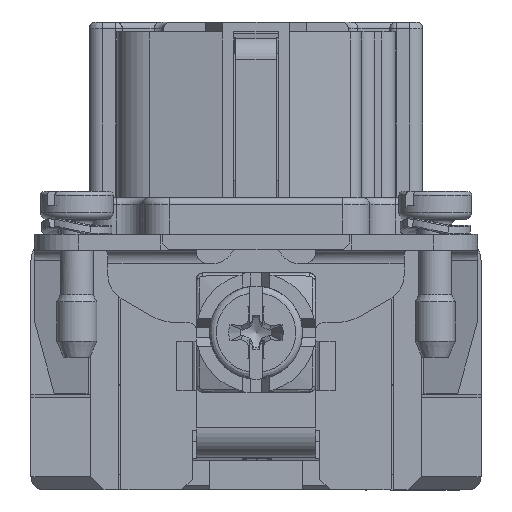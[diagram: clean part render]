
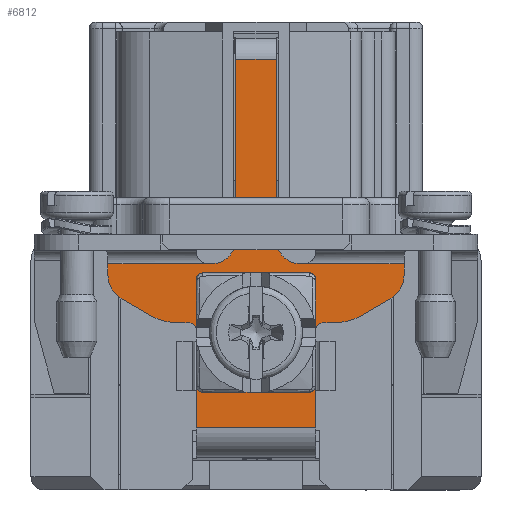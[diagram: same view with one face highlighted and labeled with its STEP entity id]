
A CAD part, left-side view. The second image highlights one B-rep face of the part: STEP entity #6812.
In plain terms, the highlighted planar face has unit normal (-1, 0, 0).
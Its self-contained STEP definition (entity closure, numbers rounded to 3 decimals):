
#4581=FACE_BOUND('',#11577,.T.);
#4582=FACE_BOUND('',#11578,.T.);
#6812=ADVANCED_FACE('',(#4581,#4582),#8024,.T.);
#8024=PLANE('',#48380);
#11577=EDGE_LOOP('',(#20580));
#11578=EDGE_LOOP('',(#20581,#20582,#20583,#20584,#20585,#20586,#20587,#20588,
#20589,#20590,#20591,#20592,#20593,#20594,#20595,#20596,#20597,#20598,#20599,
#20600,#20601,#20602,#20603,#20604,#20605,#20606,#20607,#20608));
#20580=ORIENTED_EDGE('',*,*,#29150,.T.);
#20581=ORIENTED_EDGE('',*,*,#29151,.T.);
#20582=ORIENTED_EDGE('',*,*,#29152,.T.);
#20583=ORIENTED_EDGE('',*,*,#29153,.T.);
#20584=ORIENTED_EDGE('',*,*,#29154,.F.);
#20585=ORIENTED_EDGE('',*,*,#29155,.F.);
#20586=ORIENTED_EDGE('',*,*,#29156,.T.);
#20587=ORIENTED_EDGE('',*,*,#29157,.F.);
#20588=ORIENTED_EDGE('',*,*,#29158,.F.);
#20589=ORIENTED_EDGE('',*,*,#29159,.T.);
#20590=ORIENTED_EDGE('',*,*,#29160,.T.);
#20591=ORIENTED_EDGE('',*,*,#29161,.F.);
#20592=ORIENTED_EDGE('',*,*,#29162,.F.);
#20593=ORIENTED_EDGE('',*,*,#29137,.T.);
#20594=ORIENTED_EDGE('',*,*,#29163,.T.);
#20595=ORIENTED_EDGE('',*,*,#29164,.T.);
#20596=ORIENTED_EDGE('',*,*,#29165,.T.);
#20597=ORIENTED_EDGE('',*,*,#29166,.T.);
#20598=ORIENTED_EDGE('',*,*,#29167,.T.);
#20599=ORIENTED_EDGE('',*,*,#29168,.T.);
#20600=ORIENTED_EDGE('',*,*,#29169,.T.);
#20601=ORIENTED_EDGE('',*,*,#29170,.T.);
#20602=ORIENTED_EDGE('',*,*,#29171,.T.);
#20603=ORIENTED_EDGE('',*,*,#29172,.T.);
#20604=ORIENTED_EDGE('',*,*,#29173,.F.);
#20605=ORIENTED_EDGE('',*,*,#29174,.T.);
#20606=ORIENTED_EDGE('',*,*,#29175,.T.);
#20607=ORIENTED_EDGE('',*,*,#29176,.T.);
#20608=ORIENTED_EDGE('',*,*,#29177,.T.);
#24445=VERTEX_POINT('',#75647);
#24448=VERTEX_POINT('',#75653);
#24459=VERTEX_POINT('',#75738);
#24460=VERTEX_POINT('',#75740);
#24461=VERTEX_POINT('',#75741);
#24462=VERTEX_POINT('',#75743);
#24463=VERTEX_POINT('',#75745);
#24464=VERTEX_POINT('',#75747);
#24465=VERTEX_POINT('',#75749);
#24466=VERTEX_POINT('',#75751);
#24467=VERTEX_POINT('',#75753);
#24468=VERTEX_POINT('',#75755);
#24469=VERTEX_POINT('',#75757);
#24470=VERTEX_POINT('',#75759);
#24471=VERTEX_POINT('',#75761);
#24472=VERTEX_POINT('',#75764);
#24473=VERTEX_POINT('',#75766);
#24474=VERTEX_POINT('',#75768);
#24475=VERTEX_POINT('',#75770);
#24476=VERTEX_POINT('',#75772);
#24477=VERTEX_POINT('',#75774);
#24478=VERTEX_POINT('',#75776);
#24479=VERTEX_POINT('',#75778);
#24480=VERTEX_POINT('',#75780);
#24481=VERTEX_POINT('',#75782);
#24482=VERTEX_POINT('',#75784);
#24483=VERTEX_POINT('',#75786);
#24484=VERTEX_POINT('',#75788);
#24485=VERTEX_POINT('',#75790);
#29137=EDGE_CURVE('',#24445,#24448,#38625,.T.);
#29150=EDGE_CURVE('',#24459,#24459,#31992,.T.);
#29151=EDGE_CURVE('',#24460,#24461,#38631,.T.);
#29152=EDGE_CURVE('',#24461,#24462,#31993,.T.);
#29153=EDGE_CURVE('',#24462,#24463,#38632,.T.);
#29154=EDGE_CURVE('',#24464,#24463,#38633,.T.);
#29155=EDGE_CURVE('',#24465,#24464,#38634,.T.);
#29156=EDGE_CURVE('',#24465,#24466,#31994,.T.);
#29157=EDGE_CURVE('',#24467,#24466,#38635,.T.);
#29158=EDGE_CURVE('',#24468,#24467,#38636,.T.);
#29159=EDGE_CURVE('',#24468,#24469,#38637,.T.);
#29160=EDGE_CURVE('',#24469,#24470,#31995,.T.);
#29161=EDGE_CURVE('',#24471,#24470,#38638,.T.);
#29162=EDGE_CURVE('',#24445,#24471,#38639,.T.);
#29163=EDGE_CURVE('',#24448,#24472,#31996,.T.);
#29164=EDGE_CURVE('',#24472,#24473,#38640,.T.);
#29165=EDGE_CURVE('',#24473,#24474,#31997,.T.);
#29166=EDGE_CURVE('',#24474,#24475,#38641,.T.);
#29167=EDGE_CURVE('',#24475,#24476,#31998,.T.);
#29168=EDGE_CURVE('',#24476,#24477,#38642,.T.);
#29169=EDGE_CURVE('',#24477,#24478,#38643,.T.);
#29170=EDGE_CURVE('',#24478,#24479,#38644,.T.);
#29171=EDGE_CURVE('',#24479,#24480,#38645,.T.);
#29172=EDGE_CURVE('',#24480,#24481,#38646,.T.);
#29173=EDGE_CURVE('',#24482,#24481,#38647,.T.);
#29174=EDGE_CURVE('',#24482,#24483,#38648,.T.);
#29175=EDGE_CURVE('',#24483,#24484,#31999,.T.);
#29176=EDGE_CURVE('',#24484,#24485,#38649,.T.);
#29177=EDGE_CURVE('',#24485,#24460,#32000,.T.);
#31992=CIRCLE('',#48371,2.021);
#31993=CIRCLE('',#48372,2.);
#31994=CIRCLE('',#48373,1.8);
#31995=CIRCLE('',#48374,1.8);
#31996=CIRCLE('',#48375,2.);
#31997=CIRCLE('',#48376,4.);
#31998=CIRCLE('',#48377,0.6);
#31999=CIRCLE('',#48378,0.6);
#32000=CIRCLE('',#48379,4.);
#38625=LINE('',#75654,#42281);
#38631=LINE('',#75739,#42287);
#38632=LINE('',#75744,#42288);
#38633=LINE('',#75746,#42289);
#38634=LINE('',#75748,#42290);
#38635=LINE('',#75752,#42291);
#38636=LINE('',#75754,#42292);
#38637=LINE('',#75756,#42293);
#38638=LINE('',#75760,#42294);
#38639=LINE('',#75762,#42295);
#38640=LINE('',#75765,#42296);
#38641=LINE('',#75769,#42297);
#38642=LINE('',#75773,#42298);
#38643=LINE('',#75775,#42299);
#38644=LINE('',#75777,#42300);
#38645=LINE('',#75779,#42301);
#38646=LINE('',#75781,#42302);
#38647=LINE('',#75783,#42303);
#38648=LINE('',#75785,#42304);
#38649=LINE('',#75789,#42305);
#42281=VECTOR('',#57148,1.);
#42287=VECTOR('',#57168,1.);
#42288=VECTOR('',#57171,1.);
#42289=VECTOR('',#57172,1.);
#42290=VECTOR('',#57173,1.);
#42291=VECTOR('',#57176,1.);
#42292=VECTOR('',#57177,1.);
#42293=VECTOR('',#57178,1.);
#42294=VECTOR('',#57181,1.);
#42295=VECTOR('',#57182,1.);
#42296=VECTOR('',#57185,1.);
#42297=VECTOR('',#57188,1.);
#42298=VECTOR('',#57191,1.);
#42299=VECTOR('',#57192,1.);
#42300=VECTOR('',#57193,1.);
#42301=VECTOR('',#57194,1.);
#42302=VECTOR('',#57195,1.);
#42303=VECTOR('',#57196,1.);
#42304=VECTOR('',#57197,1.);
#42305=VECTOR('',#57200,1.);
#48371=AXIS2_PLACEMENT_3D('',#75737,#57166,#57167);
#48372=AXIS2_PLACEMENT_3D('',#75742,#57169,#57170);
#48373=AXIS2_PLACEMENT_3D('',#75750,#57174,#57175);
#48374=AXIS2_PLACEMENT_3D('',#75758,#57179,#57180);
#48375=AXIS2_PLACEMENT_3D('',#75763,#57183,#57184);
#48376=AXIS2_PLACEMENT_3D('',#75767,#57186,#57187);
#48377=AXIS2_PLACEMENT_3D('',#75771,#57189,#57190);
#48378=AXIS2_PLACEMENT_3D('',#75787,#57198,#57199);
#48379=AXIS2_PLACEMENT_3D('',#75791,#57201,#57202);
#48380=AXIS2_PLACEMENT_3D('',#75792,#57203,#57204);
#57148=DIRECTION('',(0.,0.,-1.));
#57166=DIRECTION('',(1.,0.,0.));
#57167=DIRECTION('',(0.,0.,-1.));
#57168=DIRECTION('',(0.,-0.866,0.5));
#57169=DIRECTION('',(-1.,0.,0.));
#57170=DIRECTION('',(0.,0.,-1.));
#57171=DIRECTION('',(0.,0.,1.));
#57172=DIRECTION('',(0.,-1.,0.));
#57173=DIRECTION('',(0.,-1.,0.));
#57174=DIRECTION('',(1.,0.,0.));
#57175=DIRECTION('',(0.,0.,-1.));
#57176=DIRECTION('',(0.,0.,-1.));
#57177=DIRECTION('',(0.,-1.,0.));
#57178=DIRECTION('',(0.,0.,-1.));
#57179=DIRECTION('',(1.,0.,0.));
#57180=DIRECTION('',(0.,0.,-1.));
#57181=DIRECTION('',(0.,-1.,0.));
#57182=DIRECTION('',(0.,-1.,0.));
#57183=DIRECTION('',(-1.,0.,0.));
#57184=DIRECTION('',(0.,0.,-1.));
#57185=DIRECTION('',(0.,-0.866,-0.5));
#57186=DIRECTION('',(-1.,0.,0.));
#57187=DIRECTION('',(0.,0.,-1.));
#57188=DIRECTION('',(0.,-1.,0.));
#57189=DIRECTION('',(1.,0.,0.));
#57190=DIRECTION('',(0.,0.,-1.));
#57191=DIRECTION('',(0.,0.,-1.));
#57192=DIRECTION('',(0.,0.,-1.));
#57193=DIRECTION('',(0.,0.,-1.));
#57194=DIRECTION('',(0.,-1.,0.));
#57195=DIRECTION('',(0.,0.,1.));
#57196=DIRECTION('',(0.,0.,-1.));
#57197=DIRECTION('',(0.,0.,1.));
#57198=DIRECTION('',(1.,0.,0.));
#57199=DIRECTION('',(0.,0.,-1.));
#57200=DIRECTION('',(0.,-1.,0.));
#57201=DIRECTION('',(-1.,0.,0.));
#57202=DIRECTION('',(0.,0.,-1.));
#57203=DIRECTION('',(-1.,0.,0.));
#57204=DIRECTION('',(0.,0.,-1.));
#75647=CARTESIAN_POINT('',(-22.8,11.15,-1.));
#75653=CARTESIAN_POINT('',(-22.8,11.15,-1.899));
#75654=CARTESIAN_POINT('',(-22.8,11.15,-1.));
#75737=CARTESIAN_POINT('',(-22.8,0.,-6.2));
#75738=CARTESIAN_POINT('',(-22.8,0.,-8.221));
#75739=CARTESIAN_POINT('',(-22.8,-7.,-5.45));
#75740=CARTESIAN_POINT('',(-22.8,-7.928,-4.914));
#75741=CARTESIAN_POINT('',(-22.8,-10.15,-3.631));
#75742=CARTESIAN_POINT('',(-22.8,-9.15,-1.899));
#75743=CARTESIAN_POINT('',(-22.8,-11.15,-1.899));
#75744=CARTESIAN_POINT('',(-22.8,-11.15,-3.054));
#75745=CARTESIAN_POINT('',(-22.8,-11.15,-1.));
#75746=CARTESIAN_POINT('',(-22.8,11.15,-1.));
#75747=CARTESIAN_POINT('',(-22.8,-3.6,-1.));
#75748=CARTESIAN_POINT('',(-22.8,11.15,-1.));
#75749=CARTESIAN_POINT('',(-22.8,-3.325,-1.));
#75750=CARTESIAN_POINT('',(-22.8,-3.325,0.8));
#75751=CARTESIAN_POINT('',(-22.8,-1.525,0.8));
#75752=CARTESIAN_POINT('',(-22.8,-1.525,14.391));
#75753=CARTESIAN_POINT('',(-22.8,-1.525,14.4));
#75754=CARTESIAN_POINT('',(-22.8,1.525,14.4));
#75755=CARTESIAN_POINT('',(-22.8,1.525,14.4));
#75756=CARTESIAN_POINT('',(-22.8,1.525,14.391));
#75757=CARTESIAN_POINT('',(-22.8,1.525,0.8));
#75758=CARTESIAN_POINT('',(-22.8,3.325,0.8));
#75759=CARTESIAN_POINT('',(-22.8,3.325,-1.));
#75760=CARTESIAN_POINT('',(-22.8,11.15,-1.));
#75761=CARTESIAN_POINT('',(-22.8,3.6,-1.));
#75762=CARTESIAN_POINT('',(-22.8,11.15,-1.));
#75763=CARTESIAN_POINT('',(-22.8,9.15,-1.899));
#75764=CARTESIAN_POINT('',(-22.8,10.15,-3.631));
#75765=CARTESIAN_POINT('',(-22.8,11.15,-3.054));
#75766=CARTESIAN_POINT('',(-22.8,7.928,-4.914));
#75767=CARTESIAN_POINT('',(-22.8,5.928,-1.45));
#75768=CARTESIAN_POINT('',(-22.8,5.928,-5.45));
#75769=CARTESIAN_POINT('',(-22.8,7.,-5.45));
#75770=CARTESIAN_POINT('',(-22.8,5.1,-5.45));
#75771=CARTESIAN_POINT('',(-22.8,5.1,-6.05));
#75772=CARTESIAN_POINT('',(-22.8,4.5,-6.05));
#75773=CARTESIAN_POINT('',(-22.8,4.5,-5.45));
#75774=CARTESIAN_POINT('',(-22.8,4.5,-6.85));
#75775=CARTESIAN_POINT('',(-22.8,4.5,-6.85));
#75776=CARTESIAN_POINT('',(-22.8,4.5,-10.55));
#75777=CARTESIAN_POINT('',(-22.8,4.5,-5.45));
#75778=CARTESIAN_POINT('',(-22.8,4.5,-13.38));
#75779=CARTESIAN_POINT('',(-22.8,4.5,-13.38));
#75780=CARTESIAN_POINT('',(-22.8,-4.5,-13.38));
#75781=CARTESIAN_POINT('',(-22.8,-4.5,-13.442));
#75782=CARTESIAN_POINT('',(-22.8,-4.5,-10.55));
#75783=CARTESIAN_POINT('',(-22.8,-4.5,-6.85));
#75784=CARTESIAN_POINT('',(-22.8,-4.5,-6.85));
#75785=CARTESIAN_POINT('',(-22.8,-4.5,-13.442));
#75786=CARTESIAN_POINT('',(-22.8,-4.5,-6.05));
#75787=CARTESIAN_POINT('',(-22.8,-5.1,-6.05));
#75788=CARTESIAN_POINT('',(-22.8,-5.1,-5.45));
#75789=CARTESIAN_POINT('',(-22.8,-4.5,-5.45));
#75790=CARTESIAN_POINT('',(-22.8,-5.928,-5.45));
#75791=CARTESIAN_POINT('',(-22.8,-5.928,-1.45));
#75792=CARTESIAN_POINT('',(-22.8,0.,0.));
